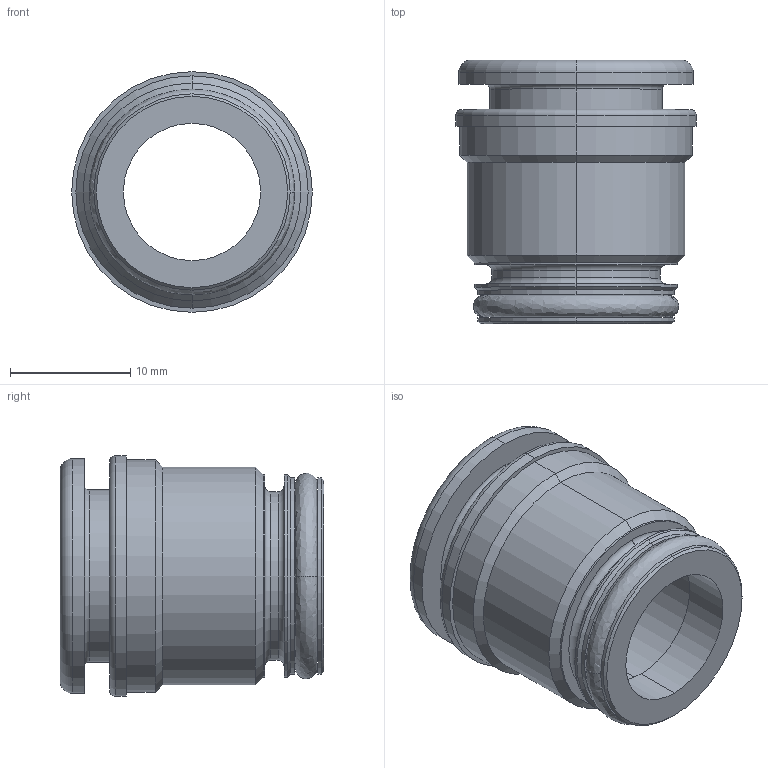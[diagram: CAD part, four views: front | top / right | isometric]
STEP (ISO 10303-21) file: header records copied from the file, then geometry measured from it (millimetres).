
FILE_DESCRIPTION (( 'STEP AP203' ), '1' );
FILE_NAME ('PAL-PC12.step', '2020-10-29T13:50:50', ( '' ), ( '' ), 'SwSTEP 2.0', 'SolidWorks 2019', '' );
FILE_SCHEMA (( 'CONFIG_CONTROL_DESIGN' ));
Length unit declared in the file: millimetre
Products named in the file (1): PAL-PC12
Bounding box: 20 x 21.9 x 20 mm (x, y, z)
Volume: 2558.6 mm3; surface area: 3192.6 mm2
Topology: 2 solids, 2 shells, 58 faces, 116 edges, 68 vertices
Faces by surface type: cylinder 26, torus 10, plane 10, cone 8, bspline 4
Entity records: 1641 total; most frequent: CARTESIAN_POINT 315, DIRECTION 300, ORIENTED_EDGE 232, AXIS2_PLACEMENT_3D 133, EDGE_CURVE 116, CIRCLE 78, VERTEX_POINT 68, EDGE_LOOP 68
